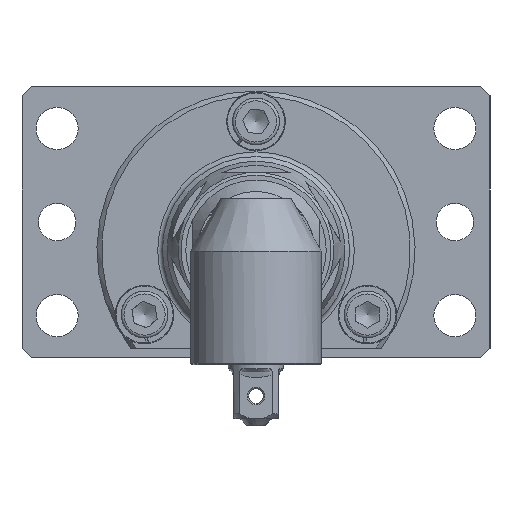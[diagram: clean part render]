
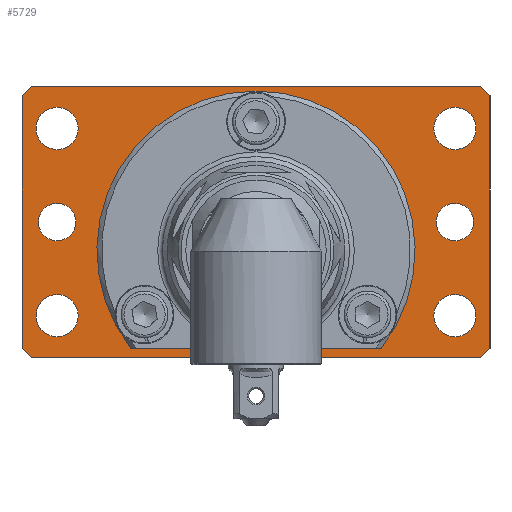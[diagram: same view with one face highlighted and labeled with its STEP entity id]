
A CAD part, left-side view. The second image highlights one B-rep face of the part: STEP entity #5729.
In plain terms, the highlighted planar face has unit normal (-1, 0, 0).
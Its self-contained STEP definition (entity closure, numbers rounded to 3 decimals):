
#486=LINE('',#10537,#827);
#487=LINE('',#10539,#828);
#488=LINE('',#10541,#829);
#489=LINE('',#10543,#830);
#490=LINE('',#10545,#831);
#491=LINE('',#10547,#832);
#492=LINE('',#10549,#833);
#493=LINE('',#10550,#834);
#494=LINE('',#10565,#835);
#827=VECTOR('',#7795,10.);
#828=VECTOR('',#7796,10.);
#829=VECTOR('',#7797,10.);
#830=VECTOR('',#7798,10.);
#831=VECTOR('',#7799,10.);
#832=VECTOR('',#7800,10.);
#833=VECTOR('',#7801,10.);
#834=VECTOR('',#7802,10.);
#835=VECTOR('',#7815,10.);
#1024=FACE_BOUND('',#1633,.T.);
#1025=FACE_BOUND('',#1634,.T.);
#1026=FACE_BOUND('',#1635,.T.);
#1027=FACE_BOUND('',#1636,.T.);
#1028=FACE_BOUND('',#1637,.T.);
#1029=FACE_BOUND('',#1638,.T.);
#1030=FACE_BOUND('',#1639,.T.);
#1283=FACE_OUTER_BOUND('',#1632,.T.);
#1632=EDGE_LOOP('',(#4844,#4845,#4846,#4847,#4848,#4849,#4850,#4851));
#1633=EDGE_LOOP('',(#4852));
#1634=EDGE_LOOP('',(#4853));
#1635=EDGE_LOOP('',(#4854));
#1636=EDGE_LOOP('',(#4855));
#1637=EDGE_LOOP('',(#4856));
#1638=EDGE_LOOP('',(#4857));
#1639=EDGE_LOOP('',(#4858,#4859));
#2021=CIRCLE('',#6336,4.);
#2022=CIRCLE('',#6337,4.);
#2023=CIRCLE('',#6338,4.5);
#2024=CIRCLE('',#6339,4.5);
#2025=CIRCLE('',#6340,4.5);
#2026=CIRCLE('',#6341,4.5);
#2027=CIRCLE('',#6342,34.);
#2590=VERTEX_POINT('',#10535);
#2591=VERTEX_POINT('',#10536);
#2592=VERTEX_POINT('',#10538);
#2593=VERTEX_POINT('',#10540);
#2594=VERTEX_POINT('',#10542);
#2595=VERTEX_POINT('',#10544);
#2596=VERTEX_POINT('',#10546);
#2597=VERTEX_POINT('',#10548);
#2598=VERTEX_POINT('',#10551);
#2599=VERTEX_POINT('',#10553);
#2600=VERTEX_POINT('',#10555);
#2601=VERTEX_POINT('',#10557);
#2602=VERTEX_POINT('',#10559);
#2603=VERTEX_POINT('',#10561);
#2604=VERTEX_POINT('',#10563);
#2605=VERTEX_POINT('',#10564);
#3379=EDGE_CURVE('',#2590,#2591,#486,.T.);
#3380=EDGE_CURVE('',#2590,#2592,#487,.T.);
#3381=EDGE_CURVE('',#2593,#2592,#488,.T.);
#3382=EDGE_CURVE('',#2593,#2594,#489,.T.);
#3383=EDGE_CURVE('',#2595,#2594,#490,.T.);
#3384=EDGE_CURVE('',#2595,#2596,#491,.T.);
#3385=EDGE_CURVE('',#2597,#2596,#492,.T.);
#3386=EDGE_CURVE('',#2597,#2591,#493,.T.);
#3387=EDGE_CURVE('',#2598,#2598,#2021,.T.);
#3388=EDGE_CURVE('',#2599,#2599,#2022,.T.);
#3389=EDGE_CURVE('',#2600,#2600,#2023,.T.);
#3390=EDGE_CURVE('',#2601,#2601,#2024,.T.);
#3391=EDGE_CURVE('',#2602,#2602,#2025,.T.);
#3392=EDGE_CURVE('',#2603,#2603,#2026,.T.);
#3393=EDGE_CURVE('',#2604,#2605,#494,.T.);
#3394=EDGE_CURVE('',#2605,#2604,#2027,.T.);
#4844=ORIENTED_EDGE('',*,*,#3379,.F.);
#4845=ORIENTED_EDGE('',*,*,#3380,.T.);
#4846=ORIENTED_EDGE('',*,*,#3381,.F.);
#4847=ORIENTED_EDGE('',*,*,#3382,.T.);
#4848=ORIENTED_EDGE('',*,*,#3383,.F.);
#4849=ORIENTED_EDGE('',*,*,#3384,.T.);
#4850=ORIENTED_EDGE('',*,*,#3385,.F.);
#4851=ORIENTED_EDGE('',*,*,#3386,.T.);
#4852=ORIENTED_EDGE('',*,*,#3387,.T.);
#4853=ORIENTED_EDGE('',*,*,#3388,.T.);
#4854=ORIENTED_EDGE('',*,*,#3389,.T.);
#4855=ORIENTED_EDGE('',*,*,#3390,.T.);
#4856=ORIENTED_EDGE('',*,*,#3391,.T.);
#4857=ORIENTED_EDGE('',*,*,#3392,.T.);
#4858=ORIENTED_EDGE('',*,*,#3393,.T.);
#4859=ORIENTED_EDGE('',*,*,#3394,.T.);
#5465=PLANE('',#6335);
#5729=ADVANCED_FACE('',(#1283,#1024,#1025,#1026,#1027,#1028,#1029,#1030),
#5465,.T.);
#6335=AXIS2_PLACEMENT_3D('',#10534,#7793,#7794);
#6336=AXIS2_PLACEMENT_3D('',#10552,#7803,#7804);
#6337=AXIS2_PLACEMENT_3D('',#10554,#7805,#7806);
#6338=AXIS2_PLACEMENT_3D('',#10556,#7807,#7808);
#6339=AXIS2_PLACEMENT_3D('',#10558,#7809,#7810);
#6340=AXIS2_PLACEMENT_3D('',#10560,#7811,#7812);
#6341=AXIS2_PLACEMENT_3D('',#10562,#7813,#7814);
#6342=AXIS2_PLACEMENT_3D('',#10566,#7816,#7817);
#7793=DIRECTION('center_axis',(-1.,0.,0.));
#7794=DIRECTION('ref_axis',(0.,0.,
1.));
#7795=DIRECTION('',(0.,-0.707,-0.707));
#7796=DIRECTION('',(0.,1.,0.));
#7797=DIRECTION('',(0.,-0.707,0.707));
#7798=DIRECTION('',(0.,0.,-1.));
#7799=DIRECTION('',(0.,0.707,0.707));
#7800=DIRECTION('',(0.,-1.,0.));
#7801=DIRECTION('',(0.,0.707,-0.707));
#7802=DIRECTION('',(0.,0.,1.));
#7803=DIRECTION('center_axis',(1.,0.,0.));
#7804=DIRECTION('ref_axis',(0.,0.,
-1.));
#7805=DIRECTION('center_axis',(1.,0.,0.));
#7806=DIRECTION('ref_axis',(0.,0.,
-1.));
#7807=DIRECTION('center_axis',(1.,0.,0.));
#7808=DIRECTION('ref_axis',(0.,0.,
-1.));
#7809=DIRECTION('center_axis',(1.,0.,0.));
#7810=DIRECTION('ref_axis',(0.,0.,
-1.));
#7811=DIRECTION('center_axis',(1.,0.,0.));
#7812=DIRECTION('ref_axis',(0.,0.,
-1.));
#7813=DIRECTION('center_axis',(1.,0.,0.));
#7814=DIRECTION('ref_axis',(0.,0.,
-1.));
#7815=DIRECTION('',(0.,1.,0.));
#7816=DIRECTION('center_axis',(1.,0.,0.));
#7817=DIRECTION('ref_axis',(0.,0.,
-1.));
#10534=CARTESIAN_POINT('Origin',(81.,0.,6.));
#10535=CARTESIAN_POINT('',(81.,-48.,35.));
#10536=CARTESIAN_POINT('',(81.,-50.,33.));
#10537=CARTESIAN_POINT('',(81.,-43.75,39.25));
#10538=CARTESIAN_POINT('',(81.,48.,35.));
#10539=CARTESIAN_POINT('',(81.,-50.,35.));
#10540=CARTESIAN_POINT('',(81.,50.,33.));
#10541=CARTESIAN_POINT('',(81.,43.75,39.25));
#10542=CARTESIAN_POINT('',(81.,50.,-21.));
#10543=CARTESIAN_POINT('',(81.,50.,35.));
#10544=CARTESIAN_POINT('',(81.,48.,-23.));
#10545=CARTESIAN_POINT('',(81.,43.75,-27.25));
#10546=CARTESIAN_POINT('',(81.,-48.,-23.));
#10547=CARTESIAN_POINT('',(81.,50.,-23.));
#10548=CARTESIAN_POINT('',(81.,-50.,-21.));
#10549=CARTESIAN_POINT('',(81.,-43.75,-27.25));
#10550=CARTESIAN_POINT('',(81.,-50.,-23.));
#10551=CARTESIAN_POINT('',(81.,-42.5,10.));
#10552=CARTESIAN_POINT('Origin',(81.,-42.5,6.));
#10553=CARTESIAN_POINT('',(81.,42.5,10.));
#10554=CARTESIAN_POINT('Origin',(81.,42.5,6.));
#10555=CARTESIAN_POINT('',(81.,42.5,-9.5));
#10556=CARTESIAN_POINT('Origin',(81.,42.5,-14.));
#10557=CARTESIAN_POINT('',(81.,-42.5,-9.5));
#10558=CARTESIAN_POINT('Origin',(81.,-42.5,-14.));
#10559=CARTESIAN_POINT('',(81.,42.5,30.5));
#10560=CARTESIAN_POINT('Origin',(81.,42.5,26.));
#10561=CARTESIAN_POINT('',(81.,-42.5,30.5));
#10562=CARTESIAN_POINT('Origin',(81.,-42.5,26.));
#10563=CARTESIAN_POINT('',(81.,-26.739,-21.));
#10564=CARTESIAN_POINT('',(81.,26.739,-21.));
#10565=CARTESIAN_POINT('',(81.,-13.37,-21.));
#10566=CARTESIAN_POINT('Origin',(81.,0.,0.));
